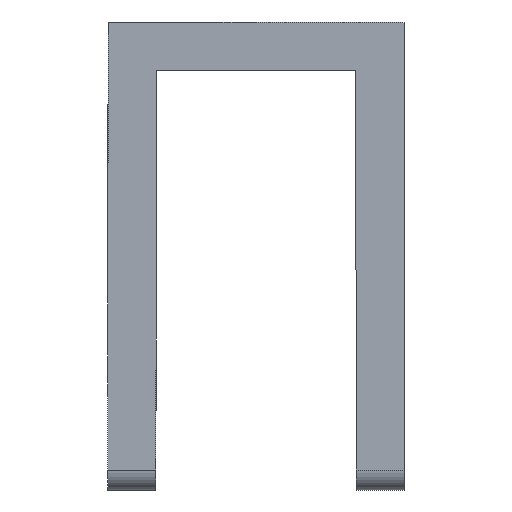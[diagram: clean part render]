
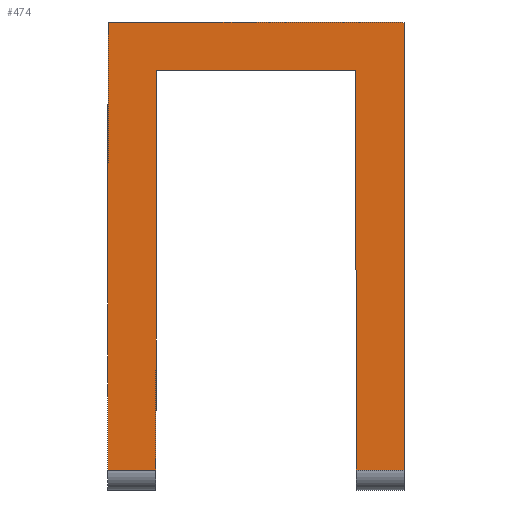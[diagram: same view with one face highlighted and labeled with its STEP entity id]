
A CAD part, front view. The second image highlights one B-rep face of the part: STEP entity #474.
In plain terms, the highlighted planar face has unit normal (0, -1, 0).
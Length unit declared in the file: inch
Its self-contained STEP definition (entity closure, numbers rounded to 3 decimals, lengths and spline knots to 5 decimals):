
#20 = LINE ( 'NONE', #1970, #1869 ) ;
#64 = CARTESIAN_POINT ( 'NONE',  ( -0.125, 0., -0.5 ) ) ;
#75 = VECTOR ( 'NONE', #250, 39.37008 ) ;
#79 = ORIENTED_EDGE ( 'NONE', *, *, #285, .F. ) ;
#136 = LINE ( 'NONE', #356, #1531 ) ;
#181 = EDGE_CURVE ( 'NONE', #1420, #1728, #136, .T. ) ;
#204 = CARTESIAN_POINT ( 'NONE',  ( 0., 0., -0.5 ) ) ;
#243 = CARTESIAN_POINT ( 'NONE',  ( -0.125, 0., 0. ) ) ;
#248 = EDGE_CURVE ( 'NONE', #1279, #1202, #1603, .T. ) ;
#250 = DIRECTION ( 'NONE',  ( 1., 0., 0. ) ) ;
#268 = VERTEX_POINT ( 'NONE', #1845 ) ;
#285 = EDGE_CURVE ( 'NONE', #1279, #268, #542, .T. ) ;
#288 = VERTEX_POINT ( 'NONE', #1736 ) ;
#313 = FACE_OUTER_BOUND ( 'NONE', #1714, .T. ) ;
#356 = CARTESIAN_POINT ( 'NONE',  ( 0., 0., -0.5 ) ) ;
#380 = CARTESIAN_POINT ( 'NONE',  ( -0.185, 0., 0.06 ) ) ;
#386 = DIRECTION ( 'NONE',  ( 1., 0., 0. ) ) ;
#426 = DIRECTION ( 'NONE',  ( 0., 0., 1. ) ) ;
#474 = ADVANCED_FACE ( 'NONE', ( #313 ), #1021, .F. ) ;
#514 = CARTESIAN_POINT ( 'NONE',  ( -0.185, 0., -0.5 ) ) ;
#542 = LINE ( 'NONE', #1781, #1753 ) ;
#545 = ORIENTED_EDGE ( 'NONE', *, *, #1129, .F. ) ;
#666 = ORIENTED_EDGE ( 'NONE', *, *, #751, .F. ) ;
#751 = EDGE_CURVE ( 'NONE', #288, #1318, #1997, .T. ) ;
#764 = CARTESIAN_POINT ( 'NONE',  ( 0.185, 0., 0.06 ) ) ;
#857 = EDGE_CURVE ( 'NONE', #1544, #1728, #20, .T. ) ;
#860 = CARTESIAN_POINT ( 'NONE',  ( 0.125, 0., -0.5 ) ) ;
#928 = ORIENTED_EDGE ( 'NONE', *, *, #1473, .F. ) ;
#983 = ORIENTED_EDGE ( 'NONE', *, *, #857, .F. ) ;
#1001 = DIRECTION ( 'NONE',  ( 0., 0., 1. ) ) ;
#1004 = DIRECTION ( 'NONE',  ( 0., 1., 0. ) ) ;
#1021 = PLANE ( 'NONE',  #1952 ) ;
#1036 = CARTESIAN_POINT ( 'NONE',  ( 0., 0., 0. ) ) ;
#1063 = CARTESIAN_POINT ( 'NONE',  ( 0.185, 0., -0.5 ) ) ;
#1080 = ORIENTED_EDGE ( 'NONE', *, *, #248, .T. ) ;
#1099 = EDGE_CURVE ( 'NONE', #1318, #1202, #1979, .T. ) ;
#1129 = EDGE_CURVE ( 'NONE', #268, #1544, #1865, .T. ) ;
#1197 = DIRECTION ( 'NONE',  ( -1., 0., 0. ) ) ;
#1202 = VERTEX_POINT ( 'NONE', #1063 ) ;
#1224 = CARTESIAN_POINT ( 'NONE',  ( 0., 0., 0. ) ) ;
#1278 = VECTOR ( 'NONE', #1653, 39.37008 ) ;
#1279 = VERTEX_POINT ( 'NONE', #860 ) ;
#1281 = DIRECTION ( 'NONE',  ( 0., 0., -1. ) ) ;
#1293 = CARTESIAN_POINT ( 'NONE',  ( 0.185, 0., -0.525 ) ) ;
#1318 = VERTEX_POINT ( 'NONE', #764 ) ;
#1420 = VERTEX_POINT ( 'NONE', #514 ) ;
#1473 = EDGE_CURVE ( 'NONE', #1420, #288, #1844, .T. ) ;
#1526 = VECTOR ( 'NONE', #1197, 39.37008 ) ;
#1531 = VECTOR ( 'NONE', #386, 39.37008 ) ;
#1544 = VERTEX_POINT ( 'NONE', #243 ) ;
#1603 = LINE ( 'NONE', #204, #75 ) ;
#1604 = CARTESIAN_POINT ( 'NONE',  ( 0.185, 0., 0.06 ) ) ;
#1653 = DIRECTION ( 'NONE',  ( 1., 0., 0. ) ) ;
#1710 = ORIENTED_EDGE ( 'NONE', *, *, #181, .T. ) ;
#1714 = EDGE_LOOP ( 'NONE', ( #928, #1710, #983, #545, #79, #1080, #1834, #666 ) ) ;
#1728 = VERTEX_POINT ( 'NONE', #64 ) ;
#1736 = CARTESIAN_POINT ( 'NONE',  ( -0.185, 0., 0.06 ) ) ;
#1753 = VECTOR ( 'NONE', #1758, 39.37008 ) ;
#1758 = DIRECTION ( 'NONE',  ( 0., 0., 1. ) ) ;
#1781 = CARTESIAN_POINT ( 'NONE',  ( 0.125, 0., 0. ) ) ;
#1804 = VECTOR ( 'NONE', #426, 39.37008 ) ;
#1834 = ORIENTED_EDGE ( 'NONE', *, *, #1099, .F. ) ;
#1844 = LINE ( 'NONE', #380, #1804 ) ;
#1845 = CARTESIAN_POINT ( 'NONE',  ( 0.125, 0., 0. ) ) ;
#1865 = LINE ( 'NONE', #1224, #1526 ) ;
#1869 = VECTOR ( 'NONE', #1969, 39.37008 ) ;
#1904 = VECTOR ( 'NONE', #1281, 39.37008 ) ;
#1952 = AXIS2_PLACEMENT_3D ( 'NONE', #1036, #1004, #1001 ) ;
#1969 = DIRECTION ( 'NONE',  ( 0., 0., -1. ) ) ;
#1970 = CARTESIAN_POINT ( 'NONE',  ( -0.125, 0., -0.525 ) ) ;
#1979 = LINE ( 'NONE', #1293, #1904 ) ;
#1997 = LINE ( 'NONE', #1604, #1278 ) ;
